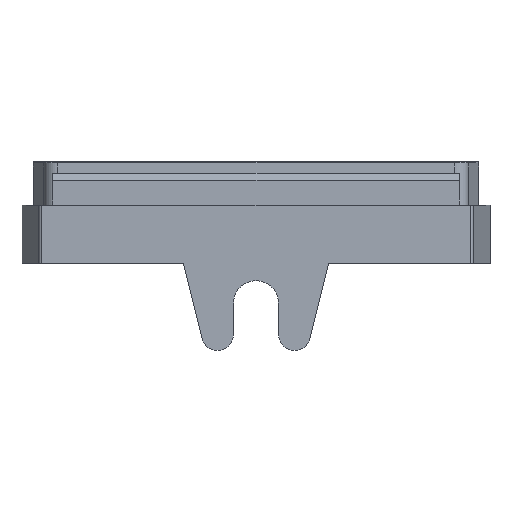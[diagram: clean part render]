
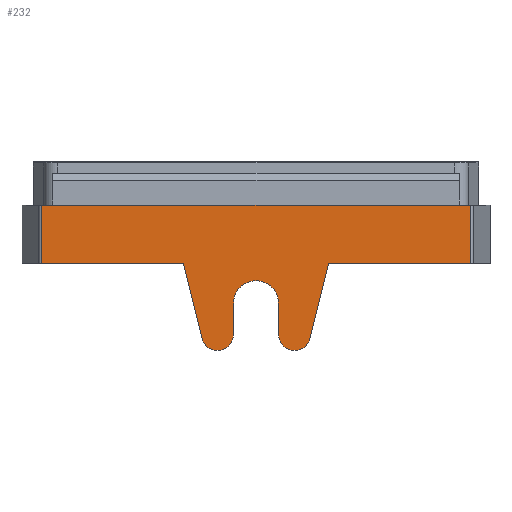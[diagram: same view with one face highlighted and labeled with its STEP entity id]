
A CAD part, front view. The second image highlights one B-rep face of the part: STEP entity #232.
In plain terms, the highlighted planar face has unit normal (0, -1, 0).
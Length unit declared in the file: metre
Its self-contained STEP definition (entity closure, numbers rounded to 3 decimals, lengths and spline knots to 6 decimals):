
#232 = ADVANCED_FACE( '', ( #556 ), #557, .F. );
#556 = FACE_OUTER_BOUND( '', #928, .T. );
#557 = PLANE( '', #929 );
#928 = EDGE_LOOP( '', ( #2145, #2146, #2147, #2148, #2149, #2150, #2151, #2152, #2153, #2154, #2155, #2156 ) );
#929 = AXIS2_PLACEMENT_3D( '', #2157, #2158, #2159 );
#2145 = ORIENTED_EDGE( '', *, *, #2587, .T. );
#2146 = ORIENTED_EDGE( '', *, *, #2450, .T. );
#2147 = ORIENTED_EDGE( '', *, *, #2202, .T. );
#2148 = ORIENTED_EDGE( '', *, *, #2458, .T. );
#2149 = ORIENTED_EDGE( '', *, *, #2549, .T. );
#2150 = ORIENTED_EDGE( '', *, *, #2551, .T. );
#2151 = ORIENTED_EDGE( '', *, *, #2407, .T. );
#2152 = ORIENTED_EDGE( '', *, *, #2585, .T. );
#2153 = ORIENTED_EDGE( '', *, *, #2588, .T. );
#2154 = ORIENTED_EDGE( '', *, *, #2589, .F. );
#2155 = ORIENTED_EDGE( '', *, *, #2309, .F. );
#2156 = ORIENTED_EDGE( '', *, *, #2505, .T. );
#2157 = CARTESIAN_POINT( '', ( -0.014742, 0., 0.002 ) );
#2158 = DIRECTION( '', ( 0., 1., 0. ) );
#2159 = DIRECTION( '', ( 1., 0., 0. ) );
#2202 = EDGE_CURVE( '', #2596, #2594, #2597, .T. );
#2309 = EDGE_CURVE( '', #2790, #2792, #2793, .T. );
#2407 = EDGE_CURVE( '', #2966, #2964, #2967, .T. );
#2450 = EDGE_CURVE( '', #3031, #2596, #3032, .T. );
#2458 = EDGE_CURVE( '', #2594, #3044, #3045, .T. );
#2505 = EDGE_CURVE( '', #2790, #3112, #3114, .T. );
#2549 = EDGE_CURVE( '', #3044, #3165, #3166, .T. );
#2551 = EDGE_CURVE( '', #3165, #2966, #3168, .T. );
#2585 = EDGE_CURVE( '', #2964, #3209, #3210, .T. );
#2587 = EDGE_CURVE( '', #3112, #3031, #3212, .T. );
#2588 = EDGE_CURVE( '', #3209, #3213, #3214, .T. );
#2589 = EDGE_CURVE( '', #2792, #3213, #3215, .T. );
#2594 = VERTEX_POINT( '', #3220 );
#2596 = VERTEX_POINT( '', #3223 );
#2597 = CIRCLE( '', #3224, 0.001095 );
#2790 = VERTEX_POINT( '', #3510 );
#2792 = VERTEX_POINT( '', #3512 );
#2793 = LINE( '', #3513, #3514 );
#2964 = VERTEX_POINT( '', #3742 );
#2966 = VERTEX_POINT( '', #3745 );
#2967 = CIRCLE( '', #3746, 0.001095 );
#3031 = VERTEX_POINT( '', #3858 );
#3032 = LINE( '', #3859, #3860 );
#3044 = VERTEX_POINT( '', #3878 );
#3045 = LINE( '', #3879, #3880 );
#3112 = VERTEX_POINT( '', #3977 );
#3114 = LINE( '', #3979, #3980 );
#3165 = VERTEX_POINT( '', #4051 );
#3166 = CIRCLE( '', #4052, 0.00155 );
#3168 = LINE( '', #4055, #4056 );
#3209 = VERTEX_POINT( '', #4116 );
#3210 = LINE( '', #4117, #4118 );
#3212 = LINE( '', #4121, #4122 );
#3213 = VERTEX_POINT( '', #4123 );
#3214 = LINE( '', #4124, #4125 );
#3215 = LINE( '', #4126, #4127 );
#3220 = CARTESIAN_POINT( '', ( -0.00155, 0., -0.006905 ) );
#3223 = CARTESIAN_POINT( '', ( -0.003707, 0., -0.007171 ) );
#3224 = AXIS2_PLACEMENT_3D( '', #4133, #4134, #4135 );
#3510 = CARTESIAN_POINT( '', ( -0.014742, 0., 0.002 ) );
#3512 = CARTESIAN_POINT( '', ( 0.014742, 0., 0.002 ) );
#3513 = CARTESIAN_POINT( '', ( -0.014742, 0., 0.002 ) );
#3514 = VECTOR( '', #4331, 1. );
#3742 = CARTESIAN_POINT( '', ( 0.003707, 0., -0.007171 ) );
#3745 = CARTESIAN_POINT( '', ( 0.00155, 0., -0.006905 ) );
#3746 = AXIS2_PLACEMENT_3D( '', #4507, #4508, #4509 );
#3858 = CARTESIAN_POINT( '', ( -0.005, 0., -0.002 ) );
#3859 = CARTESIAN_POINT( '', ( -0.003707, 0., -0.007171 ) );
#3860 = VECTOR( '', #4574, 1. );
#3878 = CARTESIAN_POINT( '', ( -0.00155, 0., -0.00475 ) );
#3879 = CARTESIAN_POINT( '', ( -0.00155, 0., -0.006905 ) );
#3880 = VECTOR( '', #4584, 1. );
#3977 = CARTESIAN_POINT( '', ( -0.014742, 0., -0.002 ) );
#3979 = CARTESIAN_POINT( '', ( -0.014742, 0., 0.002 ) );
#3980 = VECTOR( '', #4663, 1. );
#4051 = CARTESIAN_POINT( '', ( 0.00155, 0., -0.00475 ) );
#4052 = AXIS2_PLACEMENT_3D( '', #4753, #4754, #4755 );
#4055 = CARTESIAN_POINT( '', ( 0.00155, 0., -0.006905 ) );
#4056 = VECTOR( '', #4757, 1. );
#4116 = CARTESIAN_POINT( '', ( 0.005, 0., -0.002 ) );
#4117 = CARTESIAN_POINT( '', ( 0.005, 0., -0.002 ) );
#4118 = VECTOR( '', #4819, 1. );
#4121 = CARTESIAN_POINT( '', ( -0.014742, 0., -0.002 ) );
#4122 = VECTOR( '', #4821, 1. );
#4123 = CARTESIAN_POINT( '', ( 0.014742, 0., -0.002 ) );
#4124 = CARTESIAN_POINT( '', ( -0.014742, 0., -0.002 ) );
#4125 = VECTOR( '', #4822, 1. );
#4126 = CARTESIAN_POINT( '', ( 0.014742, 0., 0.002 ) );
#4127 = VECTOR( '', #4823, 1. );
#4133 = CARTESIAN_POINT( '', ( -0.002645, 0., -0.006905 ) );
#4134 = DIRECTION( '', ( 0., -1., 0. ) );
#4135 = DIRECTION( '', ( 0., 0., -1. ) );
#4331 = DIRECTION( '', ( 1., 0., 0. ) );
#4507 = CARTESIAN_POINT( '', ( 0.002645, 0., -0.006905 ) );
#4508 = DIRECTION( '', ( 0., -1., 0. ) );
#4509 = DIRECTION( '', ( 0., 0., -1. ) );
#4574 = DIRECTION( '', ( 0.243, 0., -0.97 ) );
#4584 = DIRECTION( '', ( 0., 0., 1. ) );
#4663 = DIRECTION( '', ( 0., 0., -1. ) );
#4753 = CARTESIAN_POINT( '', ( 0., 0., -0.00475 ) );
#4754 = DIRECTION( '', ( 0., 1., 0. ) );
#4755 = DIRECTION( '', ( 0., 0., -1. ) );
#4757 = DIRECTION( '', ( 0., 0., -1. ) );
#4819 = DIRECTION( '', ( 0.243, 0., 0.97 ) );
#4821 = DIRECTION( '', ( 1., 0., 0. ) );
#4822 = DIRECTION( '', ( 1., 0., 0. ) );
#4823 = DIRECTION( '', ( 0., 0., -1. ) );
